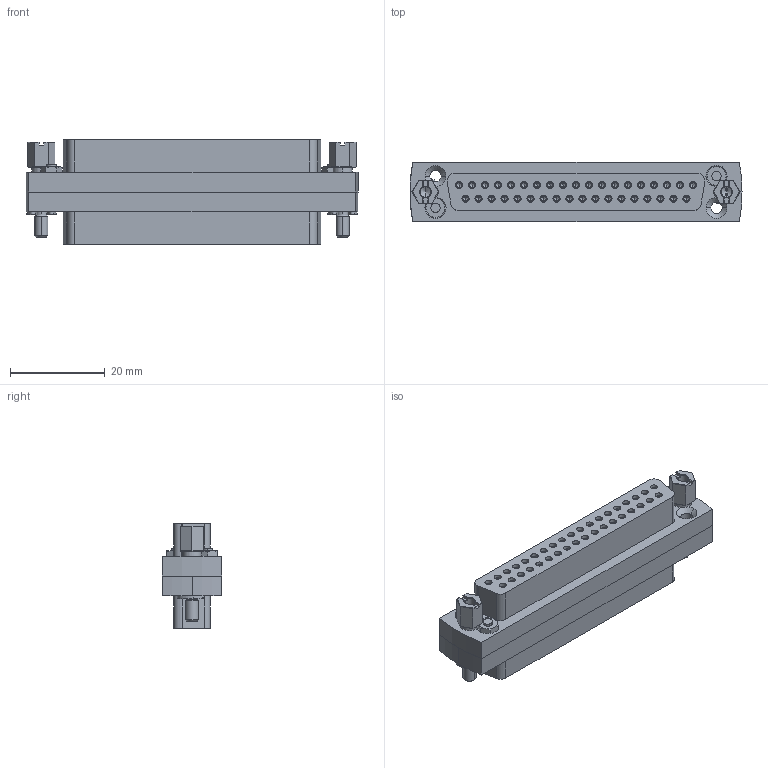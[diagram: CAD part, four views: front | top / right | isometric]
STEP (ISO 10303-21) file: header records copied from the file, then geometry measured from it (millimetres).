
FILE_DESCRIPTION (( 'STEP AP214' ), '1' );
FILE_NAME ('211-D37-GA-PK.STEP', '2014-06-05T05:56:38', ( 'allectra' ), ( 'Microsoft' ), 'SwSTEP 2.0', 'SolidWorks 2014', '' );
FILE_SCHEMA (( 'AUTOMOTIVE_DESIGN' ));
Length unit declared in the file: millimetre
Products named in the file (7): Lock washer DIN 6799 - 2.3_Lock washer DIN 6799 - 2.3; Hexagon Nut ISO 4032 - M2 - D - N_Hexagon Nut ISO 4032 - M2 - D - N; ISO 2009 - M2 x 10 --- 10C_ISO 2009 - M2 x 10 --- 10C; 9212-PINF-GA; 9211-GA-SCR_without back plate; 9211-FSX-PK-FP_9211-FS37-PK-FP; 211-D37-GA-PK
Assembly tree (47 placements, depth 2):
  211-D37-GA-PK
    9211-FSX-PK-FP_9211-FS37-PK-FP  x2
    9211-GA-SCR_without back plate  x2
    9212-PINF-GA  x37
    ISO 2009 - M2 x 10 --- 10C_ISO 2009 - M2 x 10 --- 10C  x2
    Hexagon Nut ISO 4032 - M2 - D - N_Hexagon Nut ISO 4032 - M2 - D - N  x2
    Lock washer DIN 6799 - 2.3_Lock washer DIN 6799 - 2.3  x2
Bounding box: 70 x 12.5 x 22 mm (x, y, z)
Volume: 11829.8 mm3; surface area: 18503 mm2
Topology: 47 solids, 47 shells, 2776 faces, 6952 edges, 4266 vertices
Faces by surface type: cone 964, cylinder 934, plane 874, torus 4
Entity records: 18210 total; most frequent: DIRECTION 3404, CARTESIAN_POINT 3123, ORIENTED_EDGE 2806, EDGE_CURVE 1403, AXIS2_PLACEMENT_3D 1389, VERTEX_POINT 838, EDGE_LOOP 749, CIRCLE 721
